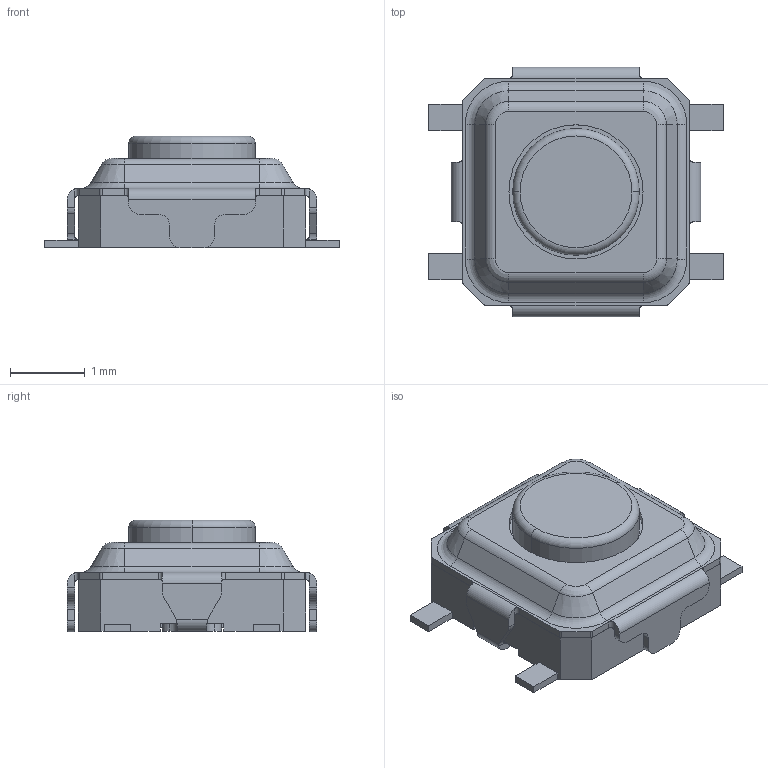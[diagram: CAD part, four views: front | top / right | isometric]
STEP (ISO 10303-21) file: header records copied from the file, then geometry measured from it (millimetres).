
FILE_DESCRIPTION (( 'STEP AP214' ), '1' );
FILE_NAME ('TS3315A.STEP', '2025-07-01T09:10:20', ( '' ), ( '' ), 'SwSTEP 2.0', 'SolidWorks 2022', '' );
FILE_SCHEMA (( 'AUTOMOTIVE_DESIGN' ));
Length unit declared in the file: millimetre
Products named in the file (3): SW1~SW-SMD_4P-L3.4-W3.4-P2.00-LS4.0_TS3315A160GF~SW-SMD_4P-L3.4-W3.4-H1.5-P2.00-LS4.0_TS3315A160GF~4mxo^3D_PCB1_2025-07-01.step; TS3315A; SW-SMD_4P-L3.4-W3.4-P2.00-LS4.0_TS3315A160GF~SW-SMD_4P-L3.4-W3.4-H1.5-P2.00-LS4.0_TS3315A160GF~4mxo^SW1~SW-SMD_4P-L3.4-W3.4-P2.00-LS4.0_TS3315A160GF~SW-SMD_4P-L3.4-W3.4-H1.5-P2.00-L~
Assembly tree (2 placements, depth 3):
  TS3315A
    SW1~SW-SMD_4P-L3.4-W3.4-P2.00-LS4.0_TS3315A160GF~SW-SMD_4P-L3.4-W3.4-H1.5-P2.00-LS4.0_TS3315A160GF~4mxo^3D_PCB1_2025-07-01.step
      SW-SMD_4P-L3.4-W3.4-P2.00-LS4.0_TS3315A160GF~SW-SMD_4P-L3.4-W3.4-H1.5-P2.00-LS4.0_TS3315A160GF~4mxo^SW1~SW-SMD_4P-L3.4-W3.4-P2.00-LS4.0_TS3315A160GF~SW-SMD_4P-L3.4-W3.4-H1.5-P2.00-L~
Bounding box: 3.95 x 3.35 x 1.5 mm (x, y, z)
Volume: 10.2 mm3; surface area: 58.1 mm2
Topology: 2 solids, 2 shells, 253 faces, 658 edges, 414 vertices
Faces by surface type: plane 119, cylinder 96, torus 22, cone 12, bspline 4
Entity records: 8173 total; most frequent: CARTESIAN_POINT 1759, DIRECTION 1368, ORIENTED_EDGE 1316, EDGE_CURVE 658, AXIS2_PLACEMENT_3D 479, VERTEX_POINT 414, VECTOR 410, LINE 410
